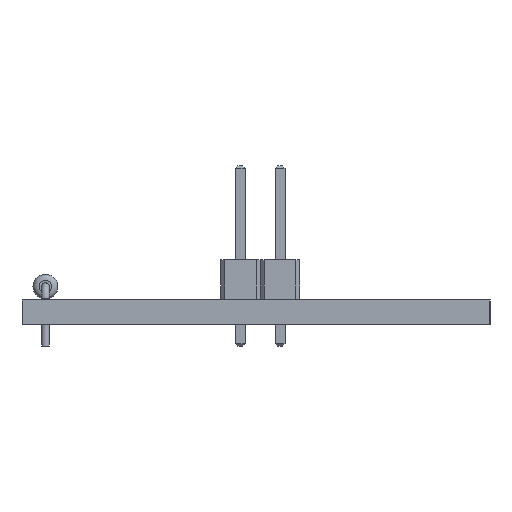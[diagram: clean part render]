
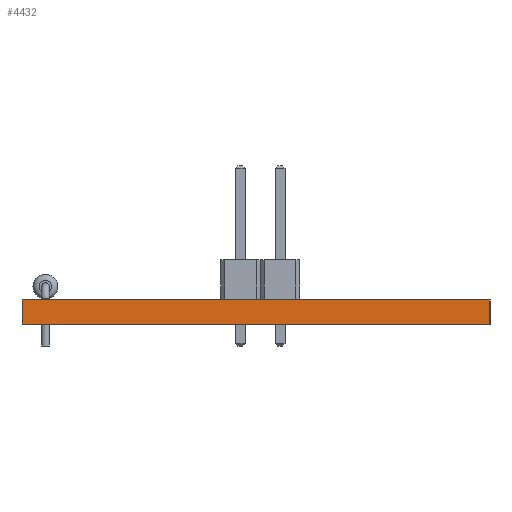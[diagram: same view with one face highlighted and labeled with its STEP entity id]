
A CAD part, left-side view. The second image highlights one B-rep face of the part: STEP entity #4432.
In plain terms, the highlighted planar face has unit normal (-1, 0, 0).
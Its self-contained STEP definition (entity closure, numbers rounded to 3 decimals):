
#4316 = EDGE_CURVE('',#4317,#4319,#4321,.T.);
#4317 = VERTEX_POINT('',#4318);
#4318 = CARTESIAN_POINT('',(55.,-85.,0.));
#4319 = VERTEX_POINT('',#4320);
#4320 = CARTESIAN_POINT('',(55.,-85.,1.6));
#4321 = SURFACE_CURVE('',#4322,(#4326,#4338),.PCURVE_S1.);
#4322 = LINE('',#4323,#4324);
#4323 = CARTESIAN_POINT('',(55.,-85.,0.));
#4324 = VECTOR('',#4325,1.);
#4325 = DIRECTION('',(0.,0.,1.));
#4326 = PCURVE('',#4327,#4332);
#4327 = PLANE('',#4328);
#4328 = AXIS2_PLACEMENT_3D('',#4329,#4330,#4331);
#4329 = CARTESIAN_POINT('',(55.,-85.,0.));
#4330 = DIRECTION('',(0.,1.,0.));
#4331 = DIRECTION('',(1.,0.,0.));
#4332 = DEFINITIONAL_REPRESENTATION('',(#4333),#4337);
#4333 = LINE('',#4334,#4335);
#4334 = CARTESIAN_POINT('',(0.,0.));
#4335 = VECTOR('',#4336,1.);
#4336 = DIRECTION('',(0.,-1.));
#4337 = ( GEOMETRIC_REPRESENTATION_CONTEXT(2) 
PARAMETRIC_REPRESENTATION_CONTEXT() REPRESENTATION_CONTEXT('2D SPACE',''
  ) );
#4338 = PCURVE('',#4339,#4344);
#4339 = PLANE('',#4340);
#4340 = AXIS2_PLACEMENT_3D('',#4341,#4342,#4343);
#4341 = CARTESIAN_POINT('',(55.,-115.,0.));
#4342 = DIRECTION('',(-1.,0.,0.));
#4343 = DIRECTION('',(0.,1.,0.));
#4344 = DEFINITIONAL_REPRESENTATION('',(#4345),#4349);
#4345 = LINE('',#4346,#4347);
#4346 = CARTESIAN_POINT('',(30.,0.));
#4347 = VECTOR('',#4348,1.);
#4348 = DIRECTION('',(0.,-1.));
#4349 = ( GEOMETRIC_REPRESENTATION_CONTEXT(2) 
PARAMETRIC_REPRESENTATION_CONTEXT() REPRESENTATION_CONTEXT('2D SPACE',''
  ) );
#4367 = PLANE('',#4368);
#4368 = AXIS2_PLACEMENT_3D('',#4369,#4370,#4371);
#4369 = CARTESIAN_POINT('',(85.,-100.,1.6));
#4370 = DIRECTION('',(-0.,-0.,-1.));
#4371 = DIRECTION('',(-1.,0.,0.));
#4421 = PLANE('',#4422);
#4422 = AXIS2_PLACEMENT_3D('',#4423,#4424,#4425);
#4423 = CARTESIAN_POINT('',(85.,-100.,0.));
#4424 = DIRECTION('',(-0.,-0.,-1.));
#4425 = DIRECTION('',(-1.,0.,0.));
#4432 = ADVANCED_FACE('',(#4433),#4339,.T.);
#4433 = FACE_BOUND('',#4434,.T.);
#4434 = EDGE_LOOP('',(#4435,#4465,#4486,#4487));
#4435 = ORIENTED_EDGE('',*,*,#4436,.T.);
#4436 = EDGE_CURVE('',#4437,#4439,#4441,.T.);
#4437 = VERTEX_POINT('',#4438);
#4438 = CARTESIAN_POINT('',(55.,-115.,0.));
#4439 = VERTEX_POINT('',#4440);
#4440 = CARTESIAN_POINT('',(55.,-115.,1.6));
#4441 = SURFACE_CURVE('',#4442,(#4446,#4453),.PCURVE_S1.);
#4442 = LINE('',#4443,#4444);
#4443 = CARTESIAN_POINT('',(55.,-115.,0.));
#4444 = VECTOR('',#4445,1.);
#4445 = DIRECTION('',(0.,0.,1.));
#4446 = PCURVE('',#4339,#4447);
#4447 = DEFINITIONAL_REPRESENTATION('',(#4448),#4452);
#4448 = LINE('',#4449,#4450);
#4449 = CARTESIAN_POINT('',(0.,0.));
#4450 = VECTOR('',#4451,1.);
#4451 = DIRECTION('',(0.,-1.));
#4452 = ( GEOMETRIC_REPRESENTATION_CONTEXT(2) 
PARAMETRIC_REPRESENTATION_CONTEXT() REPRESENTATION_CONTEXT('2D SPACE',''
  ) );
#4453 = PCURVE('',#4454,#4459);
#4454 = PLANE('',#4455);
#4455 = AXIS2_PLACEMENT_3D('',#4456,#4457,#4458);
#4456 = CARTESIAN_POINT('',(115.,-115.,0.));
#4457 = DIRECTION('',(0.,-1.,0.));
#4458 = DIRECTION('',(-1.,0.,0.));
#4459 = DEFINITIONAL_REPRESENTATION('',(#4460),#4464);
#4460 = LINE('',#4461,#4462);
#4461 = CARTESIAN_POINT('',(60.,0.));
#4462 = VECTOR('',#4463,1.);
#4463 = DIRECTION('',(0.,-1.));
#4464 = ( GEOMETRIC_REPRESENTATION_CONTEXT(2) 
PARAMETRIC_REPRESENTATION_CONTEXT() REPRESENTATION_CONTEXT('2D SPACE',''
  ) );
#4465 = ORIENTED_EDGE('',*,*,#4466,.T.);
#4466 = EDGE_CURVE('',#4439,#4319,#4467,.T.);
#4467 = SURFACE_CURVE('',#4468,(#4472,#4479),.PCURVE_S1.);
#4468 = LINE('',#4469,#4470);
#4469 = CARTESIAN_POINT('',(55.,-115.,1.6));
#4470 = VECTOR('',#4471,1.);
#4471 = DIRECTION('',(0.,1.,0.));
#4472 = PCURVE('',#4339,#4473);
#4473 = DEFINITIONAL_REPRESENTATION('',(#4474),#4478);
#4474 = LINE('',#4475,#4476);
#4475 = CARTESIAN_POINT('',(0.,-1.6));
#4476 = VECTOR('',#4477,1.);
#4477 = DIRECTION('',(1.,0.));
#4478 = ( GEOMETRIC_REPRESENTATION_CONTEXT(2) 
PARAMETRIC_REPRESENTATION_CONTEXT() REPRESENTATION_CONTEXT('2D SPACE',''
  ) );
#4479 = PCURVE('',#4367,#4480);
#4480 = DEFINITIONAL_REPRESENTATION('',(#4481),#4485);
#4481 = LINE('',#4482,#4483);
#4482 = CARTESIAN_POINT('',(30.,-15.));
#4483 = VECTOR('',#4484,1.);
#4484 = DIRECTION('',(0.,1.));
#4485 = ( GEOMETRIC_REPRESENTATION_CONTEXT(2) 
PARAMETRIC_REPRESENTATION_CONTEXT() REPRESENTATION_CONTEXT('2D SPACE',''
  ) );
#4486 = ORIENTED_EDGE('',*,*,#4316,.F.);
#4487 = ORIENTED_EDGE('',*,*,#4488,.F.);
#4488 = EDGE_CURVE('',#4437,#4317,#4489,.T.);
#4489 = SURFACE_CURVE('',#4490,(#4494,#4501),.PCURVE_S1.);
#4490 = LINE('',#4491,#4492);
#4491 = CARTESIAN_POINT('',(55.,-115.,0.));
#4492 = VECTOR('',#4493,1.);
#4493 = DIRECTION('',(0.,1.,0.));
#4494 = PCURVE('',#4339,#4495);
#4495 = DEFINITIONAL_REPRESENTATION('',(#4496),#4500);
#4496 = LINE('',#4497,#4498);
#4497 = CARTESIAN_POINT('',(0.,0.));
#4498 = VECTOR('',#4499,1.);
#4499 = DIRECTION('',(1.,0.));
#4500 = ( GEOMETRIC_REPRESENTATION_CONTEXT(2) 
PARAMETRIC_REPRESENTATION_CONTEXT() REPRESENTATION_CONTEXT('2D SPACE',''
  ) );
#4501 = PCURVE('',#4421,#4502);
#4502 = DEFINITIONAL_REPRESENTATION('',(#4503),#4507);
#4503 = LINE('',#4504,#4505);
#4504 = CARTESIAN_POINT('',(30.,-15.));
#4505 = VECTOR('',#4506,1.);
#4506 = DIRECTION('',(0.,1.));
#4507 = ( GEOMETRIC_REPRESENTATION_CONTEXT(2) 
PARAMETRIC_REPRESENTATION_CONTEXT() REPRESENTATION_CONTEXT('2D SPACE',''
  ) );
